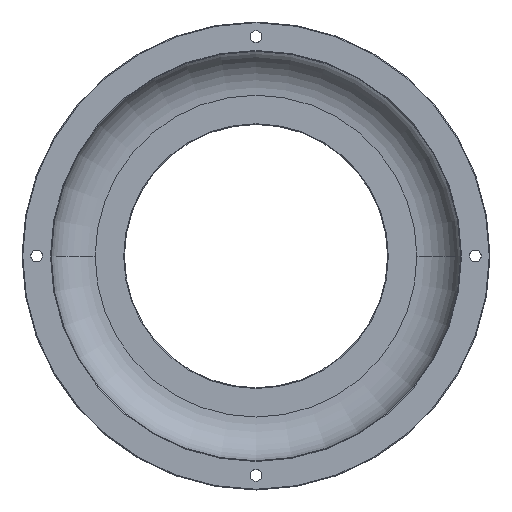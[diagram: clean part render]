
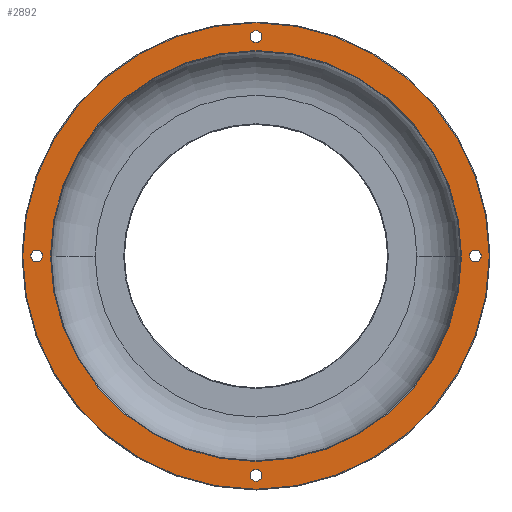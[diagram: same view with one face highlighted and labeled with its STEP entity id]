
A CAD part, top view. The second image highlights one B-rep face of the part: STEP entity #2892.
In plain terms, the highlighted planar face has unit normal (0, 0, 1).
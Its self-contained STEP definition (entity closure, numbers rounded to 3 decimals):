
#46 = AXIS2_PLACEMENT_3D ( 'NONE', #945, #4933, #2768 ) ;
#204 = CARTESIAN_POINT ( 'NONE',  ( 0., 0., 35. ) ) ;
#207 = FACE_BOUND ( 'NONE', #640, .T. ) ;
#246 = CIRCLE ( 'NONE', #4717, 2. ) ;
#331 = AXIS2_PLACEMENT_3D ( 'NONE', #4642, #2769, #2828 ) ;
#355 = ORIENTED_EDGE ( 'NONE', *, *, #3696, .T. ) ;
#468 = DIRECTION ( 'NONE',  ( 1., 0., 0. ) ) ;
#495 = ORIENTED_EDGE ( 'NONE', *, *, #4009, .T. ) ;
#618 = DIRECTION ( 'NONE',  ( 1., 0., 0. ) ) ;
#621 = EDGE_LOOP ( 'NONE', ( #4557, #355 ) ) ;
#623 = EDGE_LOOP ( 'NONE', ( #4825, #1480 ) ) ;
#640 = EDGE_LOOP ( 'NONE', ( #1523, #495 ) ) ;
#673 = DIRECTION ( 'NONE',  ( 1., 0., 0. ) ) ;
#686 = DIRECTION ( 'NONE',  ( 0., 0., -1. ) ) ;
#711 = FACE_BOUND ( 'NONE', #3985, .T. ) ;
#719 = DIRECTION ( 'NONE',  ( 0., 0., -1. ) ) ;
#804 = CIRCLE ( 'NONE', #3663, 2. ) ;
#863 = CARTESIAN_POINT ( 'NONE',  ( 0., 0., 35. ) ) ;
#913 = VERTEX_POINT ( 'NONE', #3462 ) ;
#945 = CARTESIAN_POINT ( 'NONE',  ( 0., -75., 35. ) ) ;
#964 = CIRCLE ( 'NONE', #4297, 70.25 ) ;
#1097 = DIRECTION ( 'NONE',  ( 0., 0., 1. ) ) ;
#1136 = CARTESIAN_POINT ( 'NONE',  ( 77., 0., 35. ) ) ;
#1215 = DIRECTION ( 'NONE',  ( 0., 0., 1. ) ) ;
#1254 = EDGE_CURVE ( 'NONE', #2733, #5019, #4206, .T. ) ;
#1256 = DIRECTION ( 'NONE',  ( 0., 0., -1. ) ) ;
#1340 = VERTEX_POINT ( 'NONE', #4488 ) ;
#1341 = CIRCLE ( 'NONE', #2106, 2. ) ;
#1480 = ORIENTED_EDGE ( 'NONE', *, *, #5214, .T. ) ;
#1516 = DIRECTION ( 'NONE',  ( 1., 0., 0. ) ) ;
#1520 = DIRECTION ( 'NONE',  ( -1., 0., 0. ) ) ;
#1523 = ORIENTED_EDGE ( 'NONE', *, *, #3077, .T. ) ;
#1524 = CARTESIAN_POINT ( 'NONE',  ( -2., 75., 35. ) ) ;
#1579 = FACE_OUTER_BOUND ( 'NONE', #4855, .T. ) ;
#1608 = CARTESIAN_POINT ( 'NONE',  ( 0., 0., 35. ) ) ;
#1629 = DIRECTION ( 'NONE',  ( 1., 0., 0. ) ) ;
#1631 = AXIS2_PLACEMENT_3D ( 'NONE', #4283, #5142, #673 ) ;
#1764 = EDGE_CURVE ( 'NONE', #4200, #4707, #2705, .T. ) ;
#1877 = DIRECTION ( 'NONE',  ( 0., 0., -1. ) ) ;
#1901 = VERTEX_POINT ( 'NONE', #2421 ) ;
#1965 = CARTESIAN_POINT ( 'NONE',  ( 75., 0., 35. ) ) ;
#1968 = CARTESIAN_POINT ( 'NONE',  ( -77., 0., 35. ) ) ;
#1970 = VERTEX_POINT ( 'NONE', #1524 ) ;
#1971 = VERTEX_POINT ( 'NONE', #1136 ) ;
#2011 = CARTESIAN_POINT ( 'NONE',  ( -79.75, 0., 35. ) ) ;
#2106 = AXIS2_PLACEMENT_3D ( 'NONE', #5707, #5681, #1516 ) ;
#2142 = CIRCLE ( 'NONE', #5461, 2. ) ;
#2284 = CARTESIAN_POINT ( 'NONE',  ( -2., -75., 35. ) ) ;
#2396 = AXIS2_PLACEMENT_3D ( 'NONE', #1965, #3334, #1629 ) ;
#2417 = CARTESIAN_POINT ( 'NONE',  ( 0., 0., 35. ) ) ;
#2421 = CARTESIAN_POINT ( 'NONE',  ( -73., 0., 35. ) ) ;
#2466 = VERTEX_POINT ( 'NONE', #1968 ) ;
#2534 = DIRECTION ( 'NONE',  ( -1., 0., 0. ) ) ;
#2536 = PLANE ( 'NONE',  #2904 ) ;
#2590 = CIRCLE ( 'NONE', #1631, 2. ) ;
#2683 = EDGE_CURVE ( 'NONE', #4707, #4200, #4647, .T. ) ;
#2705 = CIRCLE ( 'NONE', #5073, 79.75 ) ;
#2733 = VERTEX_POINT ( 'NONE', #3870 ) ;
#2768 = DIRECTION ( 'NONE',  ( 1., 0., 0. ) ) ;
#2769 = DIRECTION ( 'NONE',  ( 0., 0., -1. ) ) ;
#2811 = CIRCLE ( 'NONE', #331, 2. ) ;
#2828 = DIRECTION ( 'NONE',  ( 1., 0., 0. ) ) ;
#2829 = CARTESIAN_POINT ( 'NONE',  ( 0., 0., 35. ) ) ;
#2858 = CARTESIAN_POINT ( 'NONE',  ( 2., -75., 35. ) ) ;
#2892 = ADVANCED_FACE ( 'NONE', ( #4764, #4793, #4288, #711, #207, #1579 ), #2536, .T. ) ;
#2904 = AXIS2_PLACEMENT_3D ( 'NONE', #2417, #5655, #618 ) ;
#2941 = ORIENTED_EDGE ( 'NONE', *, *, #1764, .F. ) ;
#3077 = EDGE_CURVE ( 'NONE', #5509, #4588, #2811, .T. ) ;
#3163 = EDGE_CURVE ( 'NONE', #1971, #1340, #804, .T. ) ;
#3284 = ORIENTED_EDGE ( 'NONE', *, *, #2683, .F. ) ;
#3334 = DIRECTION ( 'NONE',  ( 0., 0., -1. ) ) ;
#3462 = CARTESIAN_POINT ( 'NONE',  ( 2., 75., 35. ) ) ;
#3663 = AXIS2_PLACEMENT_3D ( 'NONE', #4994, #1877, #468 ) ;
#3696 = EDGE_CURVE ( 'NONE', #2466, #1901, #2142, .T. ) ;
#3725 = ORIENTED_EDGE ( 'NONE', *, *, #5658, .T. ) ;
#3830 = ORIENTED_EDGE ( 'NONE', *, *, #5115, .F. ) ;
#3870 = CARTESIAN_POINT ( 'NONE',  ( -70.25, 0., 35. ) ) ;
#3968 = CARTESIAN_POINT ( 'NONE',  ( 79.75, 0., 35. ) ) ;
#3985 = EDGE_LOOP ( 'NONE', ( #3725, #5166 ) ) ;
#4009 = EDGE_CURVE ( 'NONE', #4588, #5509, #5087, .T. ) ;
#4020 = DIRECTION ( 'NONE',  ( -1., 0., 0. ) ) ;
#4200 = VERTEX_POINT ( 'NONE', #2011 ) ;
#4206 = CIRCLE ( 'NONE', #4684, 70.25 ) ;
#4238 = DIRECTION ( 'NONE',  ( 1., 0., 0. ) ) ;
#4283 = CARTESIAN_POINT ( 'NONE',  ( 0., 75., 35. ) ) ;
#4288 = FACE_BOUND ( 'NONE', #621, .T. ) ;
#4297 = AXIS2_PLACEMENT_3D ( 'NONE', #2829, #1097, #5171 ) ;
#4364 = AXIS2_PLACEMENT_3D ( 'NONE', #1608, #4676, #1520 ) ;
#4415 = ORIENTED_EDGE ( 'NONE', *, *, #1254, .F. ) ;
#4488 = CARTESIAN_POINT ( 'NONE',  ( 73., 0., 35. ) ) ;
#4557 = ORIENTED_EDGE ( 'NONE', *, *, #5292, .T. ) ;
#4582 = CARTESIAN_POINT ( 'NONE',  ( 70.25, 0., 35. ) ) ;
#4588 = VERTEX_POINT ( 'NONE', #2284 ) ;
#4642 = CARTESIAN_POINT ( 'NONE',  ( 0., -75., 35. ) ) ;
#4647 = CIRCLE ( 'NONE', #4364, 79.75 ) ;
#4676 = DIRECTION ( 'NONE',  ( 0., 0., -1. ) ) ;
#4684 = AXIS2_PLACEMENT_3D ( 'NONE', #204, #1215, #2534 ) ;
#4707 = VERTEX_POINT ( 'NONE', #3968 ) ;
#4717 = AXIS2_PLACEMENT_3D ( 'NONE', #5210, #719, #4238 ) ;
#4764 = FACE_BOUND ( 'NONE', #5000, .T. ) ;
#4793 = FACE_BOUND ( 'NONE', #623, .T. ) ;
#4825 = ORIENTED_EDGE ( 'NONE', *, *, #3163, .T. ) ;
#4855 = EDGE_LOOP ( 'NONE', ( #2941, #3284 ) ) ;
#4857 = DIRECTION ( 'NONE',  ( 1., 0., 0. ) ) ;
#4885 = CARTESIAN_POINT ( 'NONE',  ( -75., 0., 35. ) ) ;
#4933 = DIRECTION ( 'NONE',  ( 0., 0., -1. ) ) ;
#4994 = CARTESIAN_POINT ( 'NONE',  ( 75., 0., 35. ) ) ;
#5000 = EDGE_LOOP ( 'NONE', ( #4415, #3830 ) ) ;
#5019 = VERTEX_POINT ( 'NONE', #4582 ) ;
#5056 = CIRCLE ( 'NONE', #2396, 2. ) ;
#5073 = AXIS2_PLACEMENT_3D ( 'NONE', #863, #1256, #4020 ) ;
#5087 = CIRCLE ( 'NONE', #46, 2. ) ;
#5115 = EDGE_CURVE ( 'NONE', #5019, #2733, #964, .T. ) ;
#5142 = DIRECTION ( 'NONE',  ( 0., 0., -1. ) ) ;
#5166 = ORIENTED_EDGE ( 'NONE', *, *, #5272, .T. ) ;
#5171 = DIRECTION ( 'NONE',  ( -1., 0., 0. ) ) ;
#5210 = CARTESIAN_POINT ( 'NONE',  ( 0., 75., 35. ) ) ;
#5214 = EDGE_CURVE ( 'NONE', #1340, #1971, #5056, .T. ) ;
#5272 = EDGE_CURVE ( 'NONE', #1970, #913, #2590, .T. ) ;
#5292 = EDGE_CURVE ( 'NONE', #1901, #2466, #1341, .T. ) ;
#5461 = AXIS2_PLACEMENT_3D ( 'NONE', #4885, #686, #4857 ) ;
#5509 = VERTEX_POINT ( 'NONE', #2858 ) ;
#5655 = DIRECTION ( 'NONE',  ( 0., 0., 1. ) ) ;
#5658 = EDGE_CURVE ( 'NONE', #913, #1970, #246, .T. ) ;
#5681 = DIRECTION ( 'NONE',  ( 0., 0., -1. ) ) ;
#5707 = CARTESIAN_POINT ( 'NONE',  ( -75., 0., 35. ) ) ;
